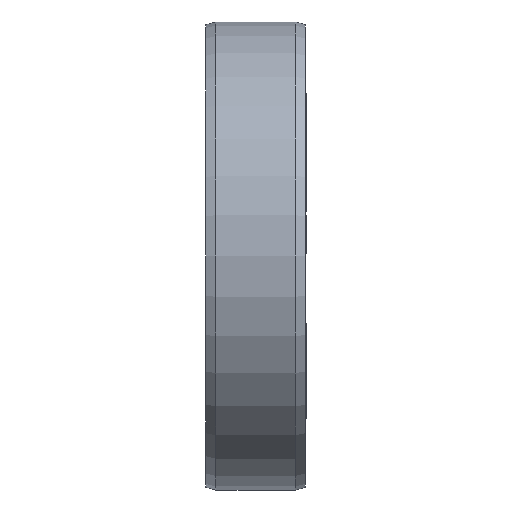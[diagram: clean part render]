
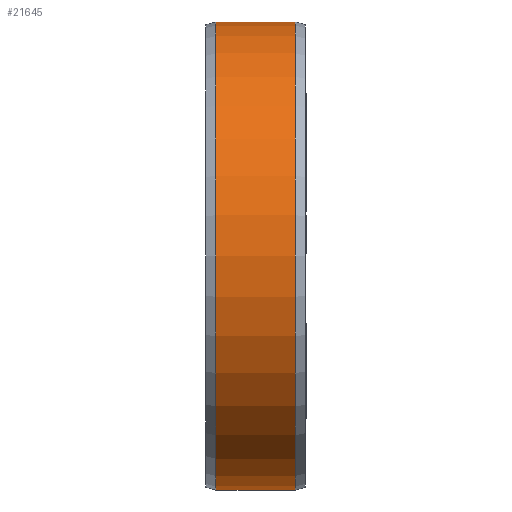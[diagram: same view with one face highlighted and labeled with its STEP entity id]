
A CAD part, left-side view. The second image highlights one B-rep face of the part: STEP entity #21645.
In plain terms, the highlighted cylindrical face has radius 23.5 mm (diameter 47 mm), a partial arc.
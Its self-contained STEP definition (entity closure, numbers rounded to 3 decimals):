
#20618=CARTESIAN_POINT('',(0.,-4.,0.));
#20619=DIRECTION('',(0.,1.,0.));
#20620=DIRECTION('',(0.,0.,-1.));
#20621=AXIS2_PLACEMENT_3D('',#20618,#20619,#20620);
#20626=DIRECTION('',(0.,1.,0.));
#20627=VECTOR('',#20626,8.);
#20628=CARTESIAN_POINT('',(0.,-4.,-23.5));
#20629=LINE('',#20628,#20627);
#20641=DIRECTION('',(0.,1.,0.));
#20642=VECTOR('',#20641,8.);
#20643=CARTESIAN_POINT('',(0.,-4.,23.5));
#20644=LINE('',#20643,#20642);
#20993=CARTESIAN_POINT('',(0.,4.,0.));
#20994=DIRECTION('',(0.,1.,0.));
#20995=DIRECTION('',(0.,0.,-1.));
#20996=AXIS2_PLACEMENT_3D('',#20993,#20994,#20995);
#21543=CARTESIAN_POINT('',(0.,-4.,-23.5));
#21545=VERTEX_POINT('',#21543);
#21546=CARTESIAN_POINT('',(0.,4.,-23.5));
#21547=VERTEX_POINT('',#21546);
#21573=CARTESIAN_POINT('',(0.,-4.,23.5));
#21575=VERTEX_POINT('',#21573);
#21576=CARTESIAN_POINT('',(0.,4.,23.5));
#21577=VERTEX_POINT('',#21576);
#21630=CARTESIAN_POINT('',(0.,-5.5,0.));
#21631=DIRECTION('',(0.,1.,0.));
#21632=DIRECTION('',(0.,0.,-1.));
#21633=AXIS2_PLACEMENT_3D('',#21630,#21631,#21632);
#21634=CYLINDRICAL_SURFACE('',#21633,23.5);
#21636=ORIENTED_EDGE('',*,*,#21635,.T.);
#21638=ORIENTED_EDGE('',*,*,#21637,.T.);
#21640=ORIENTED_EDGE('',*,*,#21639,.F.);
#21642=ORIENTED_EDGE('',*,*,#21641,.F.);
#21643=EDGE_LOOP('',(#21636,#21638,#21640,#21642));
#21644=FACE_OUTER_BOUND('',#21643,.F.);
#20622=CIRCLE('',#20621,23.5);
#20997=CIRCLE('',#20996,23.5);
#21635=EDGE_CURVE('',#21545,#21547,#20629,.T.);
#21637=EDGE_CURVE('',#21547,#21577,#20997,.T.);
#21639=EDGE_CURVE('',#21575,#21577,#20644,.T.);
#21641=EDGE_CURVE('',#21545,#21575,#20622,.T.);
#21645=ADVANCED_FACE('',(#21644),#21634,.T.);
